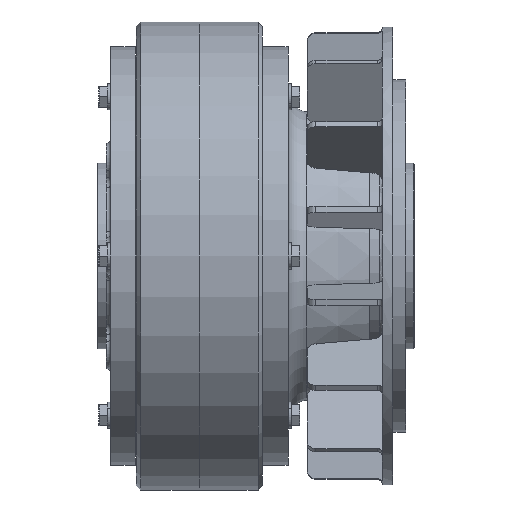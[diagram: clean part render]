
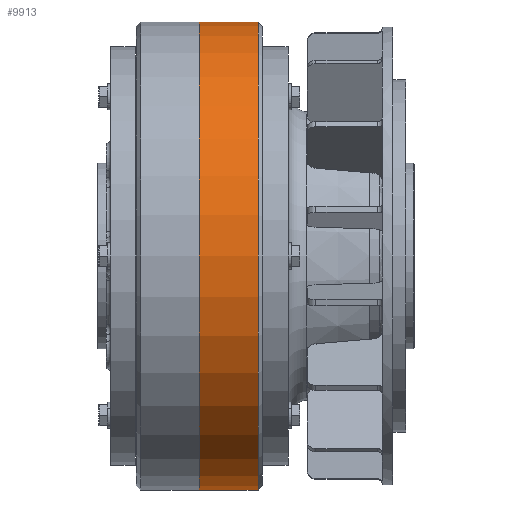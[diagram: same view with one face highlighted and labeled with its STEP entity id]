
A CAD part, front view. The second image highlights one B-rep face of the part: STEP entity #9913.
In plain terms, the highlighted cylindrical face has radius 109.5 mm (diameter 219 mm), a partial arc.
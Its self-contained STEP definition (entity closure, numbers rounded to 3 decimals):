
#14 = EDGE_LOOP ( 'NONE', ( #3240, #5415, #6432, #14356 ) ) ;
#1263 = EDGE_CURVE ( 'NONE', #19964, #18633, #4093, .T. ) ;
#1397 = VERTEX_POINT ( 'NONE', #6816 ) ;
#1561 = DIRECTION ( 'NONE',  ( 0., 0., 1. ) ) ;
#1600 = CYLINDRICAL_SURFACE ( 'NONE', #3697, 109.5 ) ;
#2241 = CARTESIAN_POINT ( 'NONE',  ( -73., 0., -109.5 ) ) ;
#3240 = ORIENTED_EDGE ( 'NONE', *, *, #8364, .F. ) ;
#3697 = AXIS2_PLACEMENT_3D ( 'NONE', #15033, #8006, #1561 ) ;
#4093 = CIRCLE ( 'NONE', #13211, 109.5 ) ;
#5415 = ORIENTED_EDGE ( 'NONE', *, *, #1263, .T. ) ;
#6029 = VECTOR ( 'NONE', #18365, 1000. ) ;
#6432 = ORIENTED_EDGE ( 'NONE', *, *, #17379, .T. ) ;
#6742 = VECTOR ( 'NONE', #10597, 1000. ) ;
#6816 = CARTESIAN_POINT ( 'NONE',  ( -100.5, 0., 109.5 ) ) ;
#7532 = AXIS2_PLACEMENT_3D ( 'NONE', #18294, #19691, #8082 ) ;
#8006 = DIRECTION ( 'NONE',  ( -1., 0., 0. ) ) ;
#8082 = DIRECTION ( 'NONE',  ( 0., 0., 1. ) ) ;
#8364 = EDGE_CURVE ( 'NONE', #19964, #20532, #9435, .T. ) ;
#8765 = DIRECTION ( 'NONE',  ( -1., 0., 0. ) ) ;
#9435 = LINE ( 'NONE', #19609, #6029 ) ;
#9913 = ADVANCED_FACE ( 'NONE', ( #20865 ), #1600, .T. ) ;
#10597 = DIRECTION ( 'NONE',  ( -1., 0., 0. ) ) ;
#10719 = CARTESIAN_POINT ( 'NONE',  ( -73., 0., 0. ) ) ;
#11162 = CIRCLE ( 'NONE', #7532, 109.5 ) ;
#11229 = CARTESIAN_POINT ( 'NONE',  ( -73., 0., 109.5 ) ) ;
#12082 = CARTESIAN_POINT ( 'NONE',  ( -163.706, 0., 109.5 ) ) ;
#13211 = AXIS2_PLACEMENT_3D ( 'NONE', #10719, #8765, #15920 ) ;
#14356 = ORIENTED_EDGE ( 'NONE', *, *, #17759, .F. ) ;
#15033 = CARTESIAN_POINT ( 'NONE',  ( -163.706, 0., 0. ) ) ;
#15900 = LINE ( 'NONE', #12082, #6742 ) ;
#15920 = DIRECTION ( 'NONE',  ( 0., 0., 1. ) ) ;
#17379 = EDGE_CURVE ( 'NONE', #18633, #1397, #15900, .T. ) ;
#17759 = EDGE_CURVE ( 'NONE', #20532, #1397, #11162, .T. ) ;
#18294 = CARTESIAN_POINT ( 'NONE',  ( -100.5, 0., 0. ) ) ;
#18365 = DIRECTION ( 'NONE',  ( -1., 0., 0. ) ) ;
#18633 = VERTEX_POINT ( 'NONE', #11229 ) ;
#18881 = CARTESIAN_POINT ( 'NONE',  ( -100.5, 0., -109.5 ) ) ;
#19609 = CARTESIAN_POINT ( 'NONE',  ( -163.706, 0., -109.5 ) ) ;
#19691 = DIRECTION ( 'NONE',  ( -1., 0., 0. ) ) ;
#19964 = VERTEX_POINT ( 'NONE', #2241 ) ;
#20532 = VERTEX_POINT ( 'NONE', #18881 ) ;
#20865 = FACE_OUTER_BOUND ( 'NONE', #14, .T. ) ;
